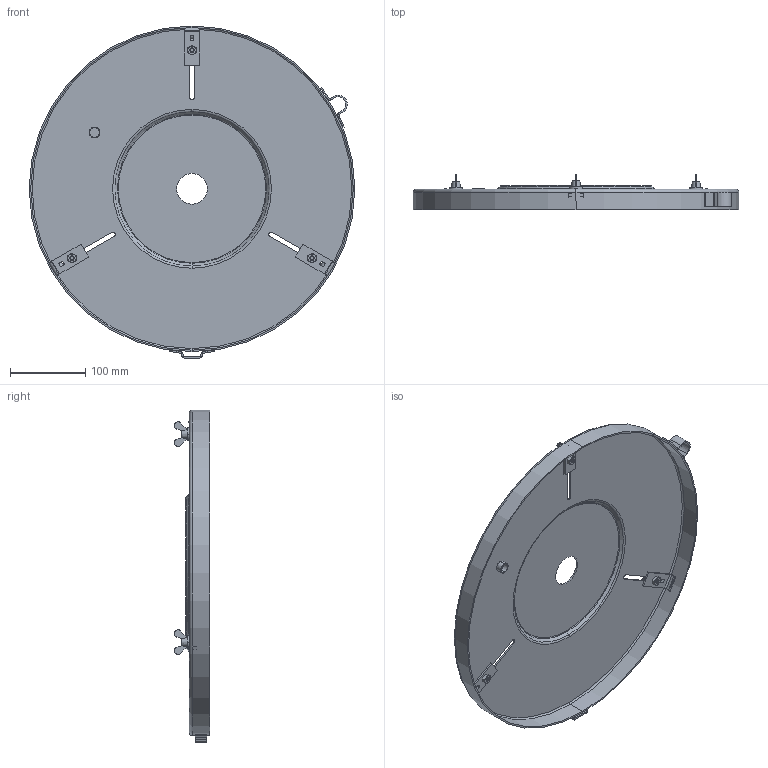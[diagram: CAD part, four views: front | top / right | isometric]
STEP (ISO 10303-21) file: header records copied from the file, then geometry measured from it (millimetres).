
FILE_DESCRIPTION((''),'2;1');
FILE_NAME('43255-01_ASM','2022-02-25T12:47:19',('colin.felber'),(''),'CREO PARAMETRIC BY PTC INC, 2017380','CREO PARAMETRIC BY PTC INC, 2017380','');
FILE_SCHEMA(('CONFIG_CONTROL_DESIGN'));
Length unit declared in the file: millimetre
Products named in the file (11): 43253-01_AF11; 49204-00; 49278-00; 43253-00_ASM; 43254-GEB; M6_D929; 43254-00_ASM; DIN7349_M6; M6X10_D316; 86064-00; 43255-01_ASM
Assembly tree (16 placements, depth 3):
  43255-01_ASM
    43253-00_ASM
      43253-01_AF11
      49204-00
      49278-00
    43254-00_ASM  x3
      43254-GEB
      M6_D929
    DIN7349_M6  x3
    M6X10_D316  x3
    86064-00
Bounding box: 434 x 46.99 x 442.52 mm (x, y, z)
Volume: 376619 mm3; surface area: 383457.3 mm2
Topology: 16 solids, 22 shells, 344 faces, 802 edges, 504 vertices
Faces by surface type: plane 186, cylinder 112, cone 34, torus 12
Entity records: 5823 total; most frequent: CARTESIAN_POINT 1079, DIRECTION 1038, ORIENTED_EDGE 860, EDGE_CURVE 434, AXIS2_PLACEMENT_3D 396, VERTEX_POINT 264, VECTOR 246, LINE 246
